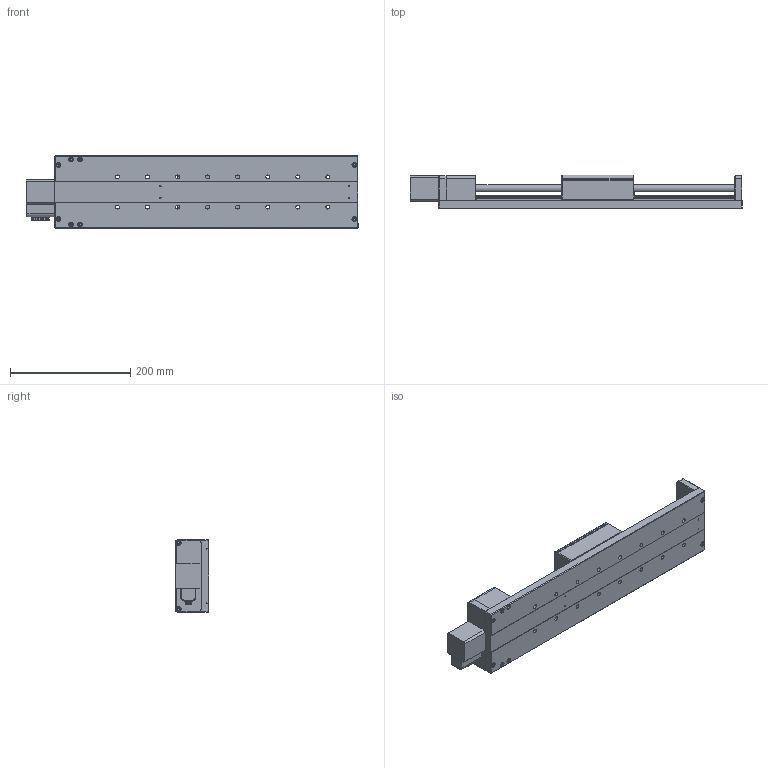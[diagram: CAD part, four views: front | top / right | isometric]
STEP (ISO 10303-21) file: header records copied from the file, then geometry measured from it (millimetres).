
FILE_DESCRIPTION (( 'STEP AP203' ), '1' );
FILE_NAME ('FMS120V-300.STEP', '2022-11-18T09:25:41', ( '' ), ( '' ), 'SwSTEP 2.0', 'SolidWorks 2017', '' );
FILE_SCHEMA (( 'CONFIG_CONTROL_DESIGN' ));
Length unit declared in the file: millimetre
Products named in the file (1): FMS120V-300
Bounding box: 552 x 56 x 120 mm (x, y, z)
Surface area: 275478.1 mm2 (no closed solid volume)
Topology: 0 solids, 114 shells, 992 faces, 3973 edges, 3043 vertices
Faces by surface type: plane 489, cylinder 315, bspline 90, cone 69, torus 16, sphere 13
Entity records: 43842 total; most frequent: CARTESIAN_POINT 11830, DIRECTION 6562, ORIENTED_EDGE 5557, EDGE_CURVE 3933, VERTEX_POINT 3034, VECTOR 2366, LINE 2366, AXIS2_PLACEMENT_3D 2098
